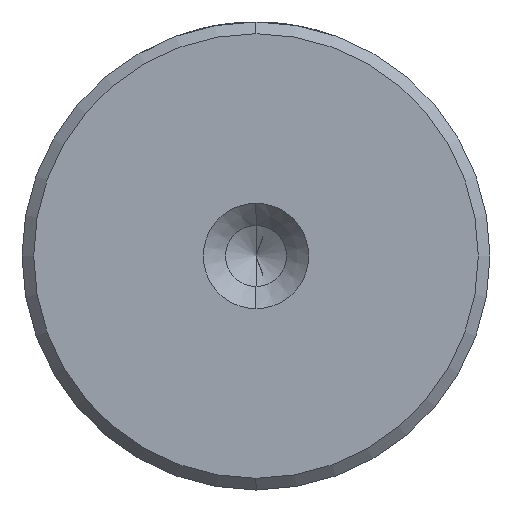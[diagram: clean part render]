
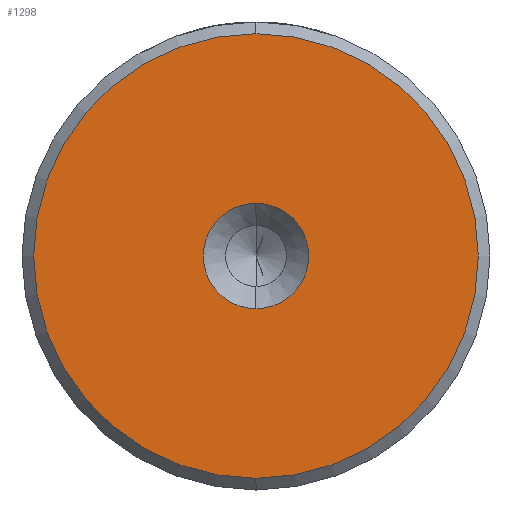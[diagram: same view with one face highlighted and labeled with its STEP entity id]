
A CAD part, left-side view. The second image highlights one B-rep face of the part: STEP entity #1298.
In plain terms, the highlighted planar face has unit normal (-1, 0, 0).
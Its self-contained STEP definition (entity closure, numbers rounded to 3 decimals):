
#160 = DIRECTION ( 'NONE',  ( -1., 0., 0. ) ) ;
#244 = EDGE_CURVE ( 'NONE', #716, #3257, #261, .T. ) ;
#255 = DIRECTION ( 'NONE',  ( 0., 0., 1. ) ) ;
#261 = CIRCLE ( 'NONE', #1691, 9.5 ) ;
#337 = ORIENTED_EDGE ( 'NONE', *, *, #3373, .T. ) ;
#465 = ORIENTED_EDGE ( 'NONE', *, *, #244, .T. ) ;
#476 = DIRECTION ( 'NONE',  ( -1., 0., 0. ) ) ;
#480 = ORIENTED_EDGE ( 'NONE', *, *, #2239, .F. ) ;
#615 = DIRECTION ( 'NONE',  ( 0., 0., 1. ) ) ;
#668 = EDGE_CURVE ( 'NONE', #2911, #2225, #1480, .T. ) ;
#671 = FACE_BOUND ( 'NONE', #2955, .T. ) ;
#699 = DIRECTION ( 'NONE',  ( -1., 0., 0. ) ) ;
#716 = VERTEX_POINT ( 'NONE', #3269 ) ;
#735 = CARTESIAN_POINT ( 'NONE',  ( 0., 0., 0. ) ) ;
#854 = EDGE_LOOP ( 'NONE', ( #465, #337 ) ) ;
#873 = CARTESIAN_POINT ( 'NONE',  ( 0., 0., 0. ) ) ;
#990 = DIRECTION ( 'NONE',  ( -1., 0., 0. ) ) ;
#1298 = ADVANCED_FACE ( 'NONE', ( #3406, #671 ), #1826, .T. ) ;
#1345 = AXIS2_PLACEMENT_3D ( 'NONE', #735, #476, #2378 ) ;
#1367 = AXIS2_PLACEMENT_3D ( 'NONE', #3532, #1889, #255 ) ;
#1435 = AXIS2_PLACEMENT_3D ( 'NONE', #1800, #160, #2073 ) ;
#1480 = CIRCLE ( 'NONE', #1367, 2.25 ) ;
#1512 = CARTESIAN_POINT ( 'NONE',  ( 0., 0., -2.25 ) ) ;
#1630 = CIRCLE ( 'NONE', #2020, 9.5 ) ;
#1691 = AXIS2_PLACEMENT_3D ( 'NONE', #873, #699, #615 ) ;
#1750 = CARTESIAN_POINT ( 'NONE',  ( 0., 0., 9.5 ) ) ;
#1800 = CARTESIAN_POINT ( 'NONE',  ( 0., 0., 0. ) ) ;
#1826 = PLANE ( 'NONE',  #1345 ) ;
#1889 = DIRECTION ( 'NONE',  ( -1., 0., 0. ) ) ;
#1902 = CARTESIAN_POINT ( 'NONE',  ( 0., 0., 2.25 ) ) ;
#2007 = ORIENTED_EDGE ( 'NONE', *, *, #668, .F. ) ;
#2020 = AXIS2_PLACEMENT_3D ( 'NONE', #2627, #990, #2898 ) ;
#2073 = DIRECTION ( 'NONE',  ( 0., 0., 1. ) ) ;
#2225 = VERTEX_POINT ( 'NONE', #1512 ) ;
#2239 = EDGE_CURVE ( 'NONE', #2225, #2911, #3236, .T. ) ;
#2378 = DIRECTION ( 'NONE',  ( 0., 0., 1. ) ) ;
#2627 = CARTESIAN_POINT ( 'NONE',  ( 0., 0., 0. ) ) ;
#2898 = DIRECTION ( 'NONE',  ( 0., 0., 1. ) ) ;
#2911 = VERTEX_POINT ( 'NONE', #1902 ) ;
#2955 = EDGE_LOOP ( 'NONE', ( #2007, #480 ) ) ;
#3236 = CIRCLE ( 'NONE', #1435, 2.25 ) ;
#3257 = VERTEX_POINT ( 'NONE', #1750 ) ;
#3269 = CARTESIAN_POINT ( 'NONE',  ( 0., 0., -9.5 ) ) ;
#3373 = EDGE_CURVE ( 'NONE', #3257, #716, #1630, .T. ) ;
#3406 = FACE_OUTER_BOUND ( 'NONE', #854, .T. ) ;
#3532 = CARTESIAN_POINT ( 'NONE',  ( 0., 0., 0. ) ) ;
